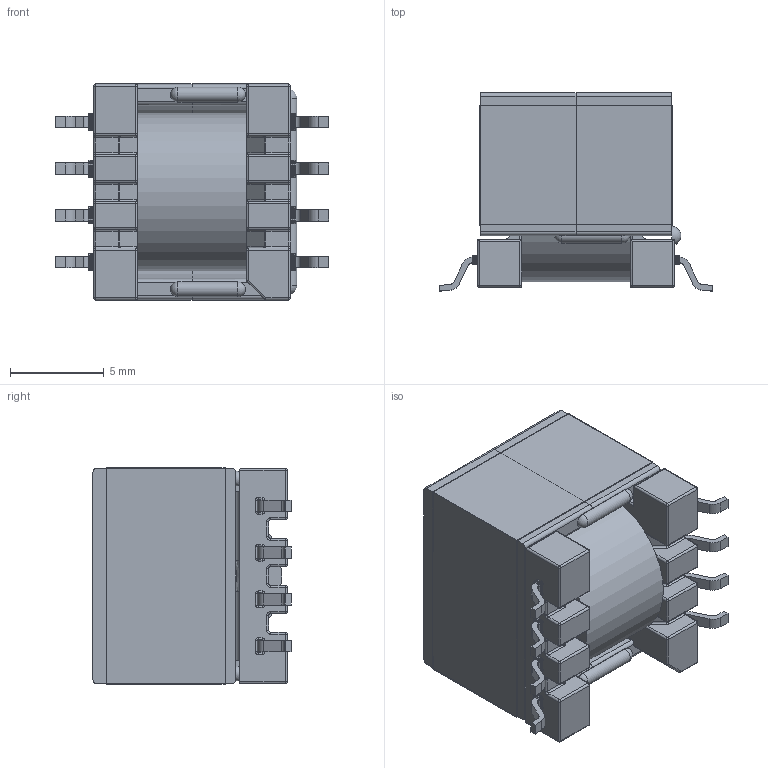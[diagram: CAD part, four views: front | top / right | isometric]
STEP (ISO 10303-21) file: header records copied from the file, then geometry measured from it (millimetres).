
FILE_DESCRIPTION (( 'STEP AP214' ), '1' );
FILE_NAME ('EP10 - PA1134NL.STEP', '2023-04-13T06:26:01', ( '' ), ( '' ), 'SwSTEP 2.0', 'SolidWorks 2022', '' );
FILE_SCHEMA (( 'AUTOMOTIVE_DESIGN' ));
Length unit declared in the file: millimetre
Products named in the file (9): EP10 Core Tape^EP10 - PA1134NL.STEP; EP10 Core to Bobbin Epoxy_Core to Core^EP10 - PA1134NL.STEP; EP10 Bobbin Wire_Wire^EP10 - PA1134NL.STEP; EP10 Core to Bobbin Epoxy_EP10 Core to Core^EP10 - PA1134NL.STEP; Terminal Wire_30AWG 0.30 X 0.60.STEP; 042-2006.XXX EP10SM 8P^EP10 - PA1134NL.STEP; 032-3183.XXX EP10CORE_CTRY AND DATE CODE^EP10 - PA1134NL.STEP; EP10 - PA1134NL; 032-3183.XXX EP10CORE_Part Number^EP10 - PA1134NL.STEP
Assembly tree (32 placements, depth 2):
  EP10 - PA1134NL
    042-2006.XXX EP10SM 8P^EP10 - PA1134NL.STEP
    032-3183.XXX EP10CORE_Part Number^EP10 - PA1134NL.STEP
    032-3183.XXX EP10CORE_CTRY AND DATE CODE^EP10 - PA1134NL.STEP
    EP10 Bobbin Wire_Wire^EP10 - PA1134NL.STEP
    EP10 Core Tape^EP10 - PA1134NL.STEP
    EP10 Core to Bobbin Epoxy_Core to Core^EP10 - PA1134NL.STEP
    Terminal Wire_30AWG 0.30 X 0.60.STEP  x24
    EP10 Core to Bobbin Epoxy_EP10 Core to Core^EP10 - PA1134NL.STEP  x2
Bounding box: 14.6 x 10.57 x 11.57 mm (x, y, z)
Volume: 1033.5 mm3; surface area: 2418 mm2
Topology: 32 solids, 32 shells, 1226 faces, 2949 edges, 1751 vertices
Faces by surface type: plane 448, cylinder 378, torus 218, bspline 142, sphere 40
Entity records: 35733 total; most frequent: CARTESIAN_POINT 11203, ORIENTED_EDGE 4324, DIRECTION 3757, EDGE_CURVE 2162, VECTOR 1463, LINE 1463, VERTEX_POINT 1373, AXIS2_PLACEMENT_3D 1147
